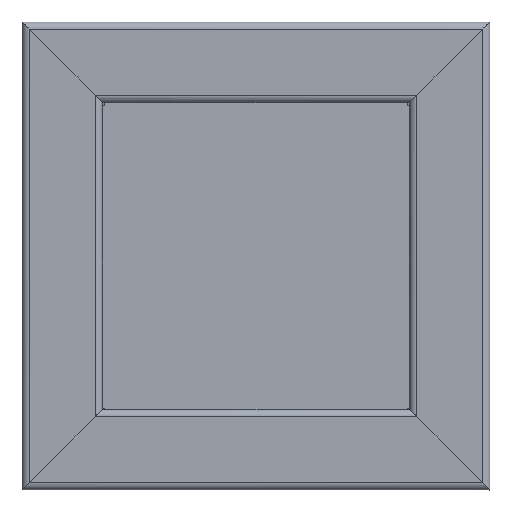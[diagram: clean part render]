
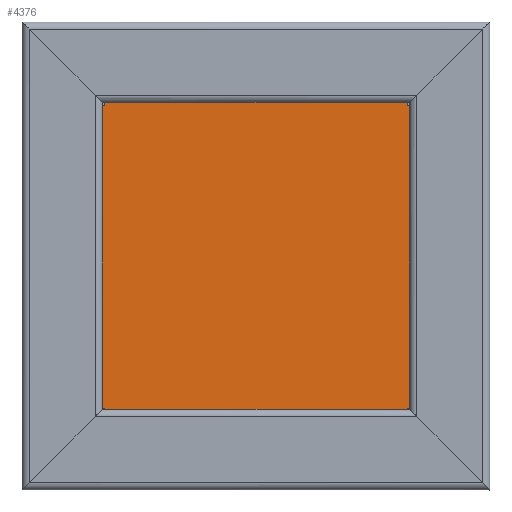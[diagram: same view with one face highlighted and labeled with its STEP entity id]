
A CAD part, top view. The second image highlights one B-rep face of the part: STEP entity #4376.
In plain terms, the highlighted planar face has unit normal (0, 0, 1).
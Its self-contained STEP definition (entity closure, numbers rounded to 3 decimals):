
#105=PLANE('',#4701);
#345=FACE_OUTER_BOUND('',#603,.T.);
#603=EDGE_LOOP('',(#3082,#3083,#3084,#3085,#3086,#3087,#3088,#3089,#3090,
#3091,#3092,#3093));
#911=LINE('',#6326,#1439);
#912=LINE('',#6328,#1440);
#913=LINE('',#6330,#1441);
#914=LINE('',#6332,#1442);
#915=LINE('',#6334,#1443);
#916=LINE('',#6336,#1444);
#917=LINE('',#6338,#1445);
#918=LINE('',#6340,#1446);
#919=LINE('',#6342,#1447);
#920=LINE('',#6344,#1448);
#921=LINE('',#6346,#1449);
#922=LINE('',#6347,#1450);
#1439=VECTOR('',#5171,10.);
#1440=VECTOR('',#5172,10.);
#1441=VECTOR('',#5173,10.);
#1442=VECTOR('',#5174,10.);
#1443=VECTOR('',#5175,10.);
#1444=VECTOR('',#5176,10.);
#1445=VECTOR('',#5177,10.);
#1446=VECTOR('',#5178,10.);
#1447=VECTOR('',#5179,10.);
#1448=VECTOR('',#5180,10.);
#1449=VECTOR('',#5181,10.);
#1450=VECTOR('',#5182,10.);
#1974=VERTEX_POINT('',#6324);
#1975=VERTEX_POINT('',#6325);
#1976=VERTEX_POINT('',#6327);
#1977=VERTEX_POINT('',#6329);
#1978=VERTEX_POINT('',#6331);
#1979=VERTEX_POINT('',#6333);
#1980=VERTEX_POINT('',#6335);
#1981=VERTEX_POINT('',#6337);
#1982=VERTEX_POINT('',#6339);
#1983=VERTEX_POINT('',#6341);
#1984=VERTEX_POINT('',#6343);
#1985=VERTEX_POINT('',#6345);
#2395=EDGE_CURVE('',#1974,#1975,#911,.T.);
#2396=EDGE_CURVE('',#1975,#1976,#912,.T.);
#2397=EDGE_CURVE('',#1976,#1977,#913,.T.);
#2398=EDGE_CURVE('',#1977,#1978,#914,.T.);
#2399=EDGE_CURVE('',#1978,#1979,#915,.T.);
#2400=EDGE_CURVE('',#1979,#1980,#916,.T.);
#2401=EDGE_CURVE('',#1980,#1981,#917,.T.);
#2402=EDGE_CURVE('',#1981,#1982,#918,.T.);
#2403=EDGE_CURVE('',#1982,#1983,#919,.T.);
#2404=EDGE_CURVE('',#1983,#1984,#920,.T.);
#2405=EDGE_CURVE('',#1984,#1985,#921,.T.);
#2406=EDGE_CURVE('',#1985,#1974,#922,.T.);
#3082=ORIENTED_EDGE('',*,*,#2395,.T.);
#3083=ORIENTED_EDGE('',*,*,#2396,.T.);
#3084=ORIENTED_EDGE('',*,*,#2397,.T.);
#3085=ORIENTED_EDGE('',*,*,#2398,.T.);
#3086=ORIENTED_EDGE('',*,*,#2399,.T.);
#3087=ORIENTED_EDGE('',*,*,#2400,.T.);
#3088=ORIENTED_EDGE('',*,*,#2401,.T.);
#3089=ORIENTED_EDGE('',*,*,#2402,.T.);
#3090=ORIENTED_EDGE('',*,*,#2403,.T.);
#3091=ORIENTED_EDGE('',*,*,#2404,.T.);
#3092=ORIENTED_EDGE('',*,*,#2405,.T.);
#3093=ORIENTED_EDGE('',*,*,#2406,.T.);
#4376=ADVANCED_FACE('',(#345),#105,.T.);
#4701=AXIS2_PLACEMENT_3D('',#6323,#5169,#5170);
#5169=DIRECTION('center_axis',(0.,0.,
1.));
#5170=DIRECTION('ref_axis',(1.,0.,0.));
#5171=DIRECTION('',(-1.,0.,0.));
#5172=DIRECTION('',(0.,-1.,0.));
#5173=DIRECTION('',(-1.,0.,0.));
#5174=DIRECTION('',(0.,-1.,0.));
#5175=DIRECTION('',(1.,0.,0.));
#5176=DIRECTION('',(0.,-1.,0.));
#5177=DIRECTION('',(1.,0.,0.));
#5178=DIRECTION('',(0.,1.,0.));
#5179=DIRECTION('',(1.,0.,0.));
#5180=DIRECTION('',(0.,1.,0.));
#5181=DIRECTION('',(-1.,0.,0.));
#5182=DIRECTION('',(0.,1.,0.));
#6323=CARTESIAN_POINT('Origin',(0.,0.,
243.729));
#6324=CARTESIAN_POINT('',(197.5,242.5,243.729));
#6325=CARTESIAN_POINT('',(-197.5,242.5,243.729));
#6326=CARTESIAN_POINT('',(242.5,242.5,243.729));
#6327=CARTESIAN_POINT('',(-197.5,197.5,243.729));
#6328=CARTESIAN_POINT('',(-197.5,287.5,243.729));
#6329=CARTESIAN_POINT('',(-242.5,197.5,243.729));
#6330=CARTESIAN_POINT('',(-197.5,197.5,243.729));
#6331=CARTESIAN_POINT('',(-242.5,-197.5,243.729));
#6332=CARTESIAN_POINT('',(-242.5,242.5,243.729));
#6333=CARTESIAN_POINT('',(-197.5,-197.5,243.729));
#6334=CARTESIAN_POINT('',(-287.5,-197.5,243.729));
#6335=CARTESIAN_POINT('',(-197.5,-242.5,243.729));
#6336=CARTESIAN_POINT('',(-197.5,-197.5,243.729));
#6337=CARTESIAN_POINT('',(197.5,-242.5,243.729));
#6338=CARTESIAN_POINT('',(-242.5,-242.5,243.729));
#6339=CARTESIAN_POINT('',(197.5,-197.5,243.729));
#6340=CARTESIAN_POINT('',(197.5,-287.5,243.729));
#6341=CARTESIAN_POINT('',(242.5,-197.5,243.729));
#6342=CARTESIAN_POINT('',(197.5,-197.5,243.729));
#6343=CARTESIAN_POINT('',(242.5,197.5,243.729));
#6344=CARTESIAN_POINT('',(242.5,-242.5,243.729));
#6345=CARTESIAN_POINT('',(197.5,197.5,243.729));
#6346=CARTESIAN_POINT('',(287.5,197.5,243.729));
#6347=CARTESIAN_POINT('',(197.5,197.5,243.729));
